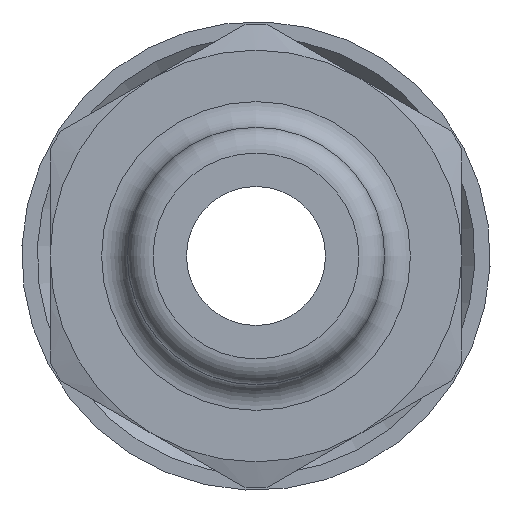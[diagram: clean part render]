
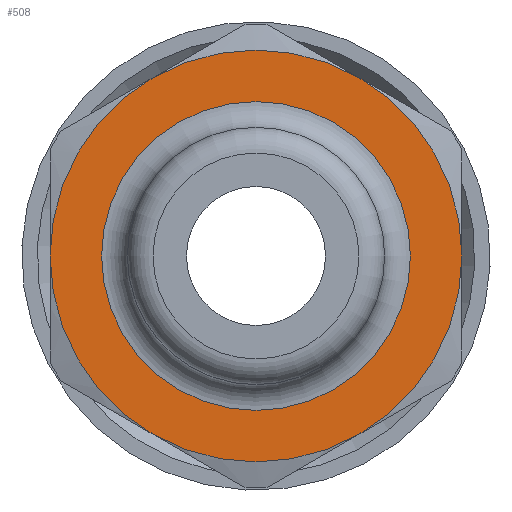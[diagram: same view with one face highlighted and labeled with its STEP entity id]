
A CAD part, left-side view. The second image highlights one B-rep face of the part: STEP entity #508.
In plain terms, the highlighted planar face has unit normal (-1, 0, 0).
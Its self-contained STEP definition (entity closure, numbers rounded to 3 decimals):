
#412=CARTESIAN_POINT('',(10.0,3.0,0.));
#413=VERTEX_POINT('',#412);
#414=CARTESIAN_POINT('',(10.0,0.0,0.0));
#415=DIRECTION('',(-1.0,0.0,0.0));
#416=DIRECTION('',(0.0,-1.0,0.0));
#417=AXIS2_PLACEMENT_3D('',#414,#415,#416);
#418=CIRCLE('',#417,3.0);
#419=EDGE_CURVE('',#413,#413,#418,.T.);
#444=CARTESIAN_POINT('',(10.0,3.25,0.0));
#445=DIRECTION('',(-1.0,0.0,0.0));
#446=DIRECTION('',(0.0,0.0,1.0));
#447=AXIS2_PLACEMENT_3D('',#444,#445,#446);
#448=PLANE('',#447);
#449=CARTESIAN_POINT('',(10.0,4.0,0.0));
#450=VERTEX_POINT('',#449);
#451=CARTESIAN_POINT('',(10.,2.,3.464));
#452=VERTEX_POINT('',#451);
#453=CARTESIAN_POINT('',(10.0,0.0,0.0));
#454=DIRECTION('',(1.0,0.0,0.0));
#455=DIRECTION('',(0.0,1.0,0.0));
#456=AXIS2_PLACEMENT_3D('',#453,#454,#455);
#457=CIRCLE('',#456,4.0);
#458=EDGE_CURVE('',#450,#452,#457,.T.);
#459=ORIENTED_EDGE('',*,*,#458,.F.);
#460=CARTESIAN_POINT('',(10.,2.,-3.464));
#461=VERTEX_POINT('',#460);
#462=CARTESIAN_POINT('',(10.0,0.0,0.0));
#463=DIRECTION('',(1.0,0.0,0.0));
#464=DIRECTION('',(0.0,1.0,0.0));
#465=AXIS2_PLACEMENT_3D('',#462,#463,#464);
#466=CIRCLE('',#465,4.0);
#467=EDGE_CURVE('',#461,#450,#466,.T.);
#468=ORIENTED_EDGE('',*,*,#467,.F.);
#469=CARTESIAN_POINT('',(10.,-2.,-3.464));
#470=VERTEX_POINT('',#469);
#471=CARTESIAN_POINT('',(10.0,0.0,0.0));
#472=DIRECTION('',(1.0,0.0,0.0));
#473=DIRECTION('',(0.0,1.0,0.0));
#474=AXIS2_PLACEMENT_3D('',#471,#472,#473);
#475=CIRCLE('',#474,4.0);
#476=EDGE_CURVE('',#470,#461,#475,.T.);
#477=ORIENTED_EDGE('',*,*,#476,.F.);
#478=CARTESIAN_POINT('',(10.,-4.,0.));
#479=VERTEX_POINT('',#478);
#480=CARTESIAN_POINT('',(10.0,0.0,0.0));
#481=DIRECTION('',(1.0,0.0,0.0));
#482=DIRECTION('',(0.0,1.0,0.0));
#483=AXIS2_PLACEMENT_3D('',#480,#481,#482);
#484=CIRCLE('',#483,4.0);
#485=EDGE_CURVE('',#479,#470,#484,.T.);
#486=ORIENTED_EDGE('',*,*,#485,.F.);
#487=CARTESIAN_POINT('',(10.,-2.,3.464));
#488=VERTEX_POINT('',#487);
#489=CARTESIAN_POINT('',(10.0,0.0,0.0));
#490=DIRECTION('',(1.0,0.0,0.0));
#491=DIRECTION('',(0.0,1.0,0.0));
#492=AXIS2_PLACEMENT_3D('',#489,#490,#491);
#493=CIRCLE('',#492,4.0);
#494=EDGE_CURVE('',#488,#479,#493,.T.);
#495=ORIENTED_EDGE('',*,*,#494,.F.);
#496=CARTESIAN_POINT('',(10.0,0.0,0.0));
#497=DIRECTION('',(1.0,0.0,0.0));
#498=DIRECTION('',(0.0,1.0,0.0));
#499=AXIS2_PLACEMENT_3D('',#496,#497,#498);
#500=CIRCLE('',#499,4.0);
#501=EDGE_CURVE('',#452,#488,#500,.T.);
#502=ORIENTED_EDGE('',*,*,#501,.F.);
#503=EDGE_LOOP('',(#459,#468,#477,#486,#495,#502));
#504=FACE_OUTER_BOUND('',#503,.T.);
#505=ORIENTED_EDGE('',*,*,#419,.F.);
#506=EDGE_LOOP('',(#505));
#507=FACE_BOUND('',#506,.T.);
#508=ADVANCED_FACE('',(#504,#507),#448,.T.);
